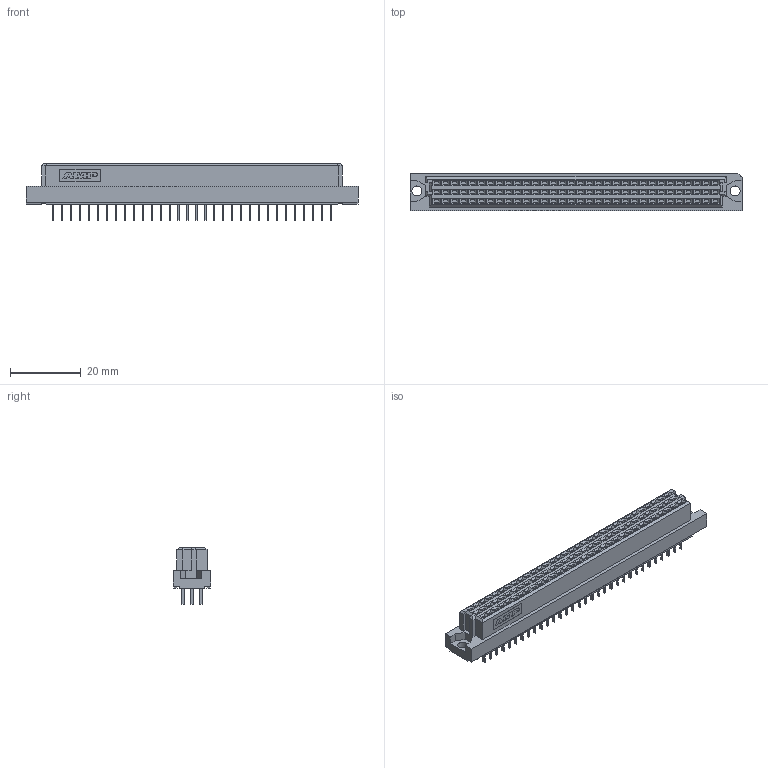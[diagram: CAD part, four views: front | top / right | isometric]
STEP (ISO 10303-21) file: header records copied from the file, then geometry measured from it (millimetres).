
FILE_DESCRIPTION((''),'2;1');
FILE_NAME('C-535043-5','2012-06-14T',('workeradm'),('Tyco Electronics Ltd.'),'PRO/ENGINEER BY PARAMETRIC TECHNOLOGY CORPORATION, 2010430','PRO/ENGINEER BY PARAMETRIC TECHNOLOGY CORPORATION, 2010430','');
FILE_SCHEMA(('AUTOMOTIVE_DESIGN { 1 0 10303 214 1 1 1 1 }'));
Length unit declared in the file: millimetre
Products named in the file (1): C-535043-5
Bounding box: 93.86 x 10.6 x 16.1 mm (x, y, z)
Volume: 8951.2 mm3; surface area: 5596.8 mm2
Topology: 1 solids, 1 shells, 1846 faces, 4495 edges, 2866 vertices
Faces by surface type: plane 1839, cylinder 5, extrusion 2
Entity records: 52726 total; most frequent: CARTESIAN_POINT 9269, ORIENTED_EDGE 8990, DIRECTION 8191, EDGE_CURVE 4495, VECTOR 4483, LINE 4481, VERTEX_POINT 2866, EDGE_LOOP 2065
